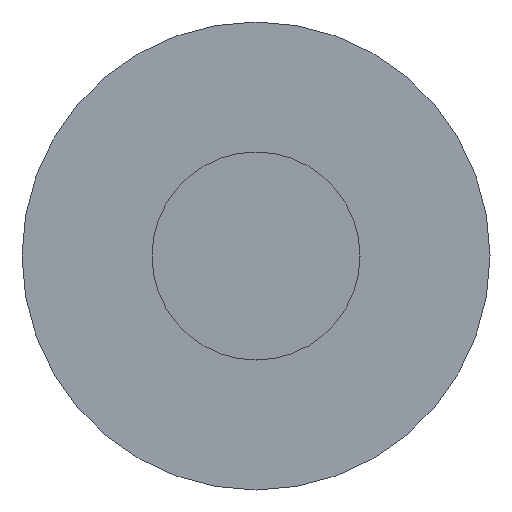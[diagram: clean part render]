
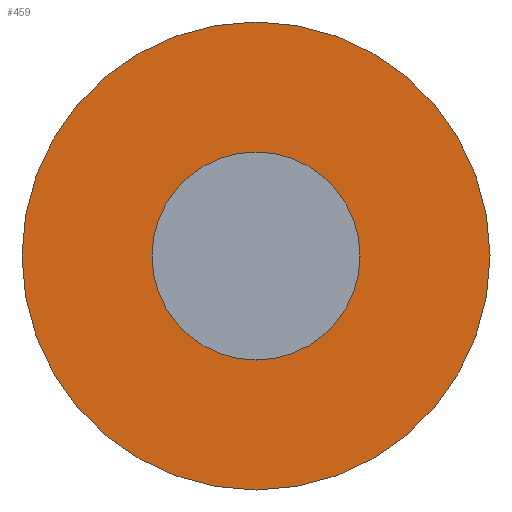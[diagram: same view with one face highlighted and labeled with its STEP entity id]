
A CAD part, left-side view. The second image highlights one B-rep face of the part: STEP entity #459.
In plain terms, the highlighted planar face has unit normal (-1, 0, 0).
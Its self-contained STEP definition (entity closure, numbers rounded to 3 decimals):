
#397=CARTESIAN_POINT('',(-11.5,0.,3.35));
#398=VERTEX_POINT('',#397);
#399=CARTESIAN_POINT('',(-11.5,0.,0.0));
#400=DIRECTION('',(1.0,0.0,0.0));
#401=DIRECTION('',(0.0,0.0,-1.0));
#402=AXIS2_PLACEMENT_3D('',#399,#400,#401);
#403=CIRCLE('',#402,3.35);
#404=EDGE_CURVE('',#398,#398,#403,.T.);
#425=CARTESIAN_POINT('',(-11.5,0.,9.0));
#426=VERTEX_POINT('',#425);
#427=CARTESIAN_POINT('',(-11.5,0.,0.0));
#428=DIRECTION('',(1.0,0.0,0.0));
#429=DIRECTION('',(0.0,0.0,-1.0));
#430=AXIS2_PLACEMENT_3D('',#427,#428,#429);
#431=CIRCLE('',#430,9.0);
#432=EDGE_CURVE('',#426,#426,#431,.T.);
#448=CARTESIAN_POINT('',(-11.5,0.,0.0));
#449=DIRECTION('',(1.0,0.0,0.0));
#450=DIRECTION('',(0.0,0.0,-1.0));
#451=AXIS2_PLACEMENT_3D('',#448,#449,#450);
#452=PLANE('',#451);
#453=ORIENTED_EDGE('',*,*,#432,.F.);
#454=EDGE_LOOP('',(#453));
#455=FACE_OUTER_BOUND('',#454,.T.);
#456=ORIENTED_EDGE('',*,*,#404,.T.);
#457=EDGE_LOOP('',(#456));
#458=FACE_BOUND('',#457,.T.);
#459=ADVANCED_FACE('',(#455,#458),#452,.F.);
